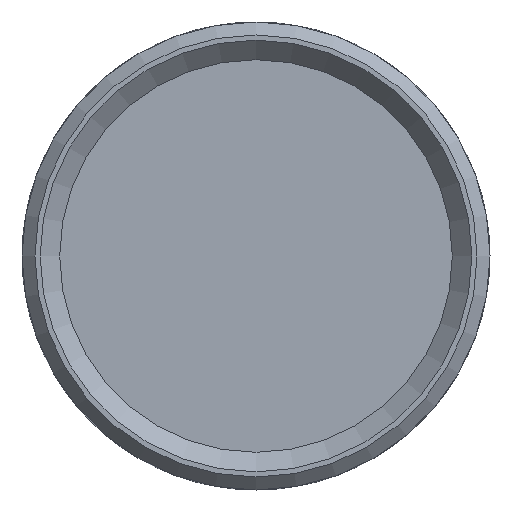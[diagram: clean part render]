
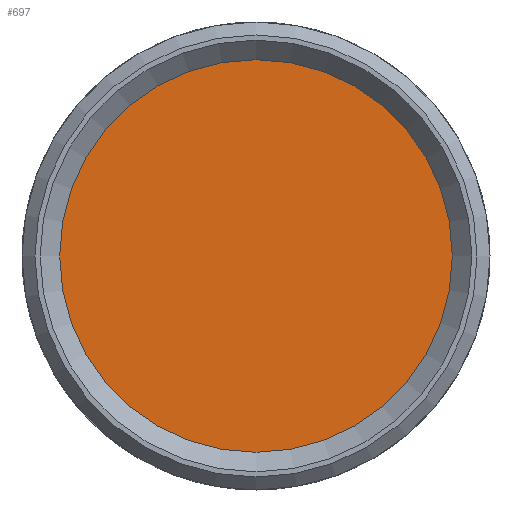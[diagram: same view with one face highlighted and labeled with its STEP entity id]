
A CAD part, front view. The second image highlights one B-rep face of the part: STEP entity #697.
In plain terms, the highlighted planar face has unit normal (0, -1, 0).
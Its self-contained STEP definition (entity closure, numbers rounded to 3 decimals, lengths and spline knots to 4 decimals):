
#62=CIRCLE('',#711,7.55);
#174=PLANE('',#774);
#221=FACE_OUTER_BOUND('',#281,.T.);
#281=EDGE_LOOP('',(#648));
#320=VERTEX_POINT('',#31941);
#386=EDGE_CURVE('',#320,#320,#62,.T.);
#648=ORIENTED_EDGE('',*,*,#386,.F.);
#697=ADVANCED_FACE('',(#221),#174,.T.);
#711=AXIS2_PLACEMENT_3D('',#31942,#798,#799);
#774=AXIS2_PLACEMENT_3D('',#32790,#947,#948);
#798=DIRECTION('center_axis',(0.,1.,0.));
#799=DIRECTION('ref_axis',(0.,0.,-1.));
#947=DIRECTION('center_axis',(0.,-1.,0.));
#948=DIRECTION('ref_axis',(0.,0.,-1.));
#31941=CARTESIAN_POINT('',(7.55,1.7748,0.));
#31942=CARTESIAN_POINT('Origin',(0.,1.7748,
0.));
#32790=CARTESIAN_POINT('Origin',(0.,1.7748,0.));
